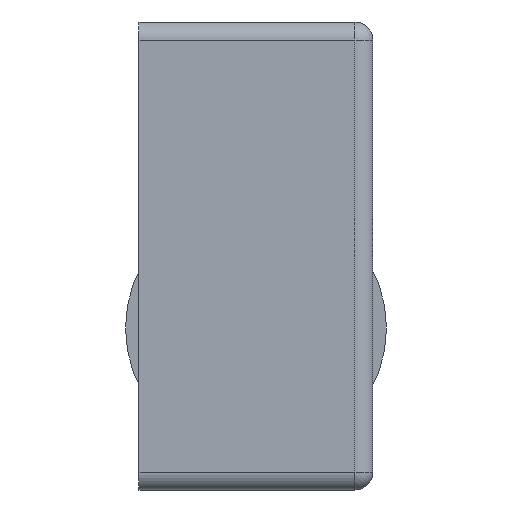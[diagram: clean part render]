
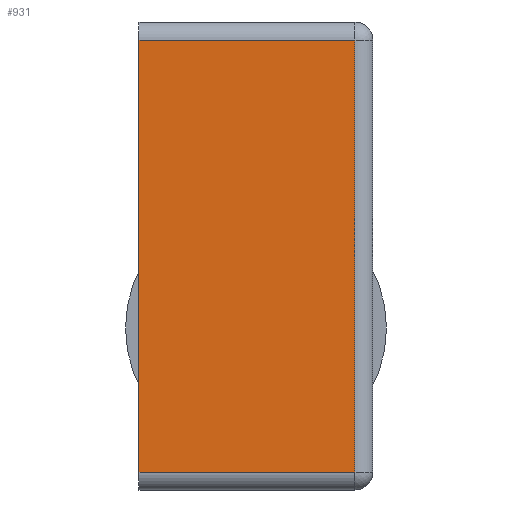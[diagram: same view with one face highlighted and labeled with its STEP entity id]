
A CAD part, left-side view. The second image highlights one B-rep face of the part: STEP entity #931.
In plain terms, the highlighted planar face has unit normal (-1, 0, 0).
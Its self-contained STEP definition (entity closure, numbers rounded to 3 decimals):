
#159=DIRECTION('',(0.,-1.,0.));
#160=VECTOR('',#159,12.);
#161=CARTESIAN_POINT('',(-21.5,13.,12.));
#162=LINE('',#161,#160);
#189=DIRECTION('',(0.,0.,-1.));
#190=VECTOR('',#189,24.);
#191=CARTESIAN_POINT('',(-21.5,1.,12.));
#192=LINE('',#191,#190);
#234=DIRECTION('',(0.,-1.,0.));
#235=VECTOR('',#234,12.);
#236=CARTESIAN_POINT('',(-21.5,13.,-12.));
#237=LINE('',#236,#235);
#392=DIRECTION('',(0.,0.,1.));
#393=VECTOR('',#392,24.);
#394=CARTESIAN_POINT('',(-21.5,13.,-12.));
#395=LINE('',#394,#393);
#634=CARTESIAN_POINT('',(-21.5,13.,-12.));
#636=VERTEX_POINT('',#634);
#637=CARTESIAN_POINT('',(-21.5,13.,12.));
#639=VERTEX_POINT('',#637);
#697=CARTESIAN_POINT('',(-21.5,1.,12.));
#698=CARTESIAN_POINT('',(-21.5,1.,-12.));
#699=VERTEX_POINT('',#697);
#700=VERTEX_POINT('',#698);
#918=CARTESIAN_POINT('',(-21.5,0.,-13.));
#919=DIRECTION('',(-1.,0.,0.));
#920=DIRECTION('',(0.,0.,1.));
#921=AXIS2_PLACEMENT_3D('',#918,#919,#920);
#922=PLANE('',#921);
#923=ORIENTED_EDGE('',*,*,#897,.T.);
#925=ORIENTED_EDGE('',*,*,#924,.F.);
#927=ORIENTED_EDGE('',*,*,#926,.T.);
#928=ORIENTED_EDGE('',*,*,#848,.T.);
#929=EDGE_LOOP('',(#923,#925,#927,#928));
#930=FACE_OUTER_BOUND('',#929,.F.);
#931=ADVANCED_FACE('',(#930),#922,.T.);
#848=EDGE_CURVE('',#639,#699,#162,.T.);
#897=EDGE_CURVE('',#699,#700,#192,.T.);
#924=EDGE_CURVE('',#636,#700,#237,.T.);
#926=EDGE_CURVE('',#636,#639,#395,.T.);
